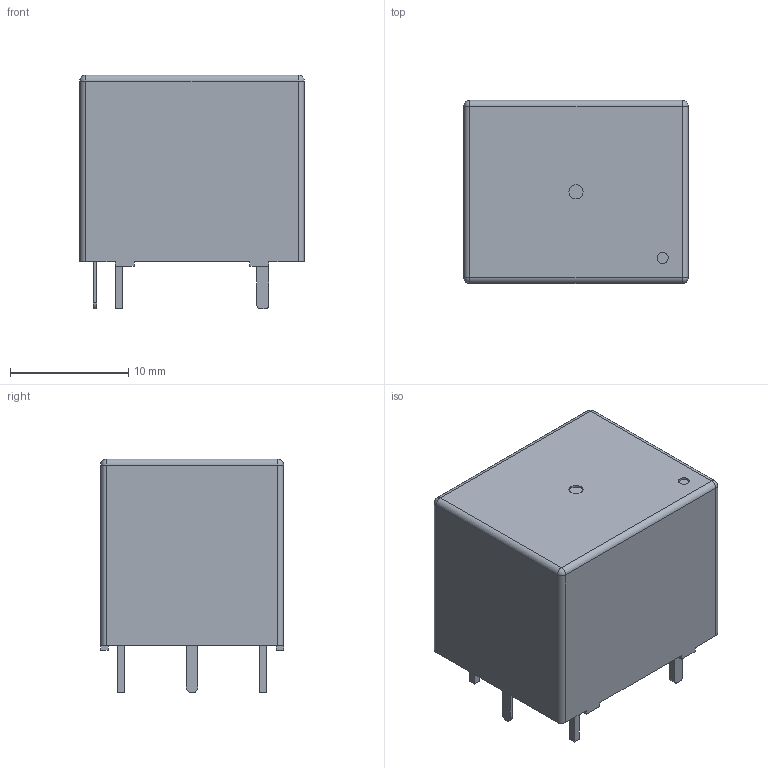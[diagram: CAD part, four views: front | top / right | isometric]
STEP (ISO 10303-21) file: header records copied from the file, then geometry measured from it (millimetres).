
FILE_DESCRIPTION (( 'STEP AP214' ), '1' );
FILE_NAME ('RELAY-TH_HK3FF-DCXXV-1C.step', '2022-07-09T13:34:08', ( '' ), ( '' ), 'SwSTEP 2.0', 'SolidWorks 2020', '' );
FILE_SCHEMA (( 'AUTOMOTIVE_DESIGN' ));
Length unit declared in the file: millimetre
Products named in the file (1): RELAY-TH_HK3FF-DCXXV-1C
Bounding box: 19 x 15.51 x 19.8 mm (x, y, z)
Volume: 4656.2 mm3; surface area: 1715 mm2
Topology: 1 solids, 1 shells, 353 faces, 946 edges, 624 vertices
Faces by surface type: plane 219, bspline 112, cylinder 18, sphere 4
Entity records: 14872 total; most frequent: CARTESIAN_POINT 4024, ORIENTED_EDGE 1884, DIRECTION 1234, EDGE_CURVE 942, VECTOR 678, LINE 678, VERTEX_POINT 624, EDGE_LOOP 386
